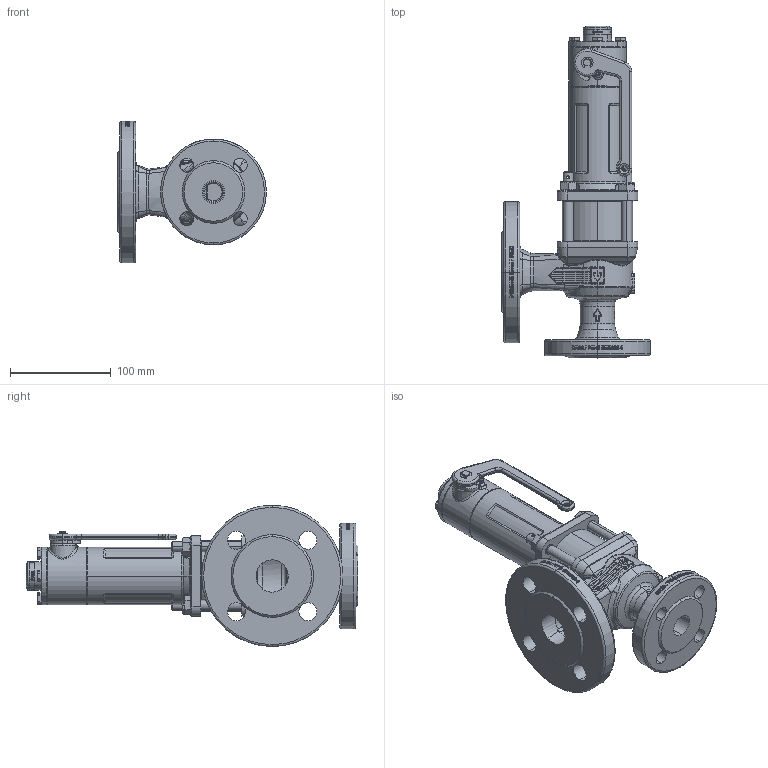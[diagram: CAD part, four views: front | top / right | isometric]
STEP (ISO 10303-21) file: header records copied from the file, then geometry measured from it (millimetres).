
FILE_DESCRIPTION (( 'STEP AP214' ), '1' );
FILE_NAME ('455TBGFL_20_FLFL_2032_MD.STEP', '2020-08-20T12:58:26', ( '' ), ( '' ), 'SwSTEP 2.0', 'SolidWorks 2020', '' );
FILE_SCHEMA (( 'AUTOMOTIVE_DESIGN' ));
Length unit declared in the file: millimetre
Products named in the file (1): 455TBGFL_20_FLFL_2032_MD
Bounding box: 147.5 x 329 x 140 mm (x, y, z)
Volume: 868446.6 mm3; surface area: 255708 mm2
Topology: 22 solids, 22 shells, 2122 faces, 5722 edges, 3810 vertices
Faces by surface type: bspline 627, cylinder 586, plane 523, cone 230, torus 130, sphere 26
Entity records: 159507 total; most frequent: CARTESIAN_POINT 86964, ORIENTED_EDGE 11352, DIRECTION 8583, EDGE_CURVE 5676, VERTEX_POINT 3808, AXIS2_PLACEMENT_3D 3480, EDGE_LOOP 2412, UNCERTAINTY_MEASURE_WITH_UNIT 2139
